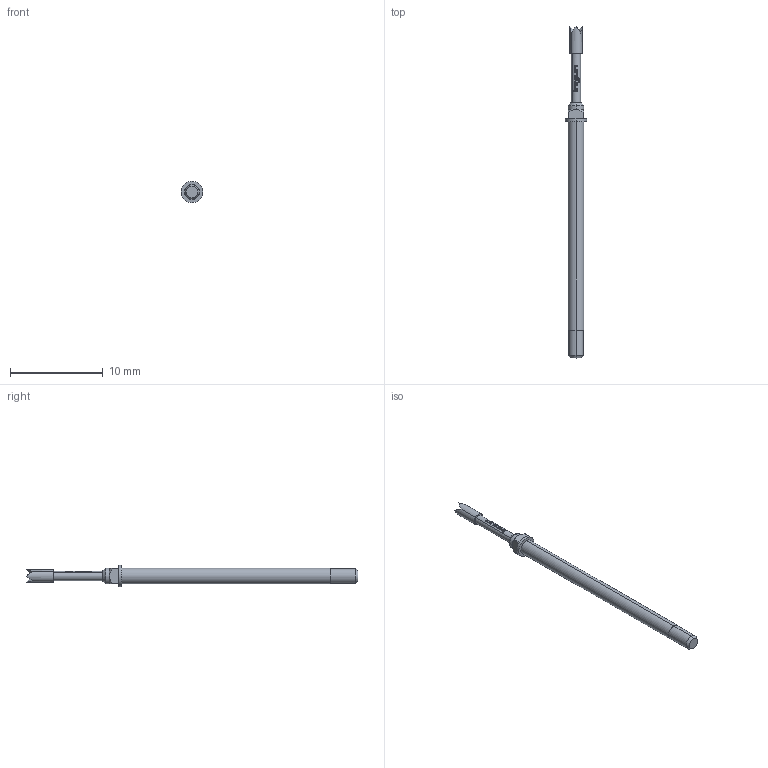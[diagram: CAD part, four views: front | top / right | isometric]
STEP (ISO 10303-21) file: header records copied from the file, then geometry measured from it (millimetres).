
FILE_DESCRIPTION (( 'STEP AP203' ), '1' );
FILE_NAME ('INGUN_GKS-112_204_130_R_xx02_M.STEP', '2022-01-14T08:48:30', ( 'ochi' ), ( '' ), 'SwSTEP 2.0', 'SolidWorks 2018', '' );
FILE_SCHEMA (( 'CONFIG_CONTROL_DESIGN' ));
Length unit declared in the file: millimetre
Products named in the file (1): INGUN_GKS-112_204_130_R_xx02_M
Bounding box: 2.3 x 35.8 x 2.3 mm (x, y, z)
Volume: 67.1 mm3; surface area: 180.5 mm2
Topology: 1 solids, 1 shells, 109 faces, 274 edges, 177 vertices
Faces by surface type: plane 61, bspline 22, cylinder 18, cone 8
Entity records: 3611 total; most frequent: CARTESIAN_POINT 1125, ORIENTED_EDGE 548, DIRECTION 424, EDGE_CURVE 274, VERTEX_POINT 177, AXIS2_PLACEMENT_3D 164, EDGE_LOOP 119, ADVANCED_FACE 109
